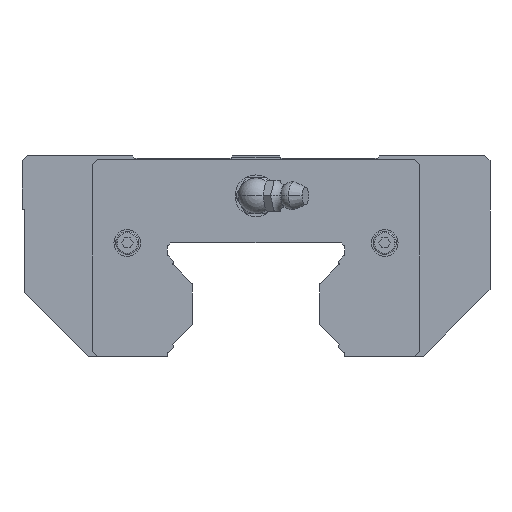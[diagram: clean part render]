
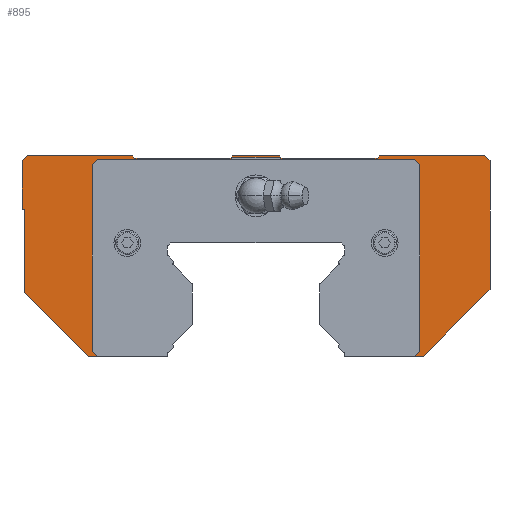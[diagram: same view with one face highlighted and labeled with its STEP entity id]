
A CAD part, front view. The second image highlights one B-rep face of the part: STEP entity #895.
In plain terms, the highlighted planar face has unit normal (0, -1, 0).
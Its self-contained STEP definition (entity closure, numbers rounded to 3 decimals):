
#895=ADVANCED_FACE('',(#1870),#1871,.T.);
#1870=FACE_OUTER_BOUND('',#2907,.T.);
#1871=PLANE('',#2908);
#2907=EDGE_LOOP('',(#5571,#5572,#5573,#5574,#5575,#5576,#5577,#5578,#5579,#5580,#5581,#5582,#5583,#5584,#5585,#5586,#5587,#5588,#5589,#5590,#5591,#5592,#5593,#5594,#5595,#5596,#5597,#5598,#5599,#5600,#5601,#5602,#5603,#5604));
#2908=AXIS2_PLACEMENT_3D('',#5605,#5606,#5607);
#5571=ORIENTED_EDGE('',*,*,#6929,.T.);
#5572=ORIENTED_EDGE('',*,*,#6982,.T.);
#5573=ORIENTED_EDGE('',*,*,#7097,.F.);
#5574=ORIENTED_EDGE('',*,*,#7116,.T.);
#5575=ORIENTED_EDGE('',*,*,#7117,.F.);
#5576=ORIENTED_EDGE('',*,*,#7118,.F.);
#5577=ORIENTED_EDGE('',*,*,#7119,.F.);
#5578=ORIENTED_EDGE('',*,*,#7120,.T.);
#5579=ORIENTED_EDGE('',*,*,#7121,.T.);
#5580=ORIENTED_EDGE('',*,*,#7106,.F.);
#5581=ORIENTED_EDGE('',*,*,#7103,.F.);
#5582=ORIENTED_EDGE('',*,*,#7099,.F.);
#5583=ORIENTED_EDGE('',*,*,#7110,.T.);
#5584=ORIENTED_EDGE('',*,*,#7122,.T.);
#5585=ORIENTED_EDGE('',*,*,#7123,.F.);
#5586=ORIENTED_EDGE('',*,*,#7124,.F.);
#5587=ORIENTED_EDGE('',*,*,#7113,.T.);
#5588=ORIENTED_EDGE('',*,*,#7125,.T.);
#5589=ORIENTED_EDGE('',*,*,#7126,.T.);
#5590=ORIENTED_EDGE('',*,*,#7127,.T.);
#5591=ORIENTED_EDGE('',*,*,#7085,.F.);
#5592=ORIENTED_EDGE('',*,*,#6987,.T.);
#5593=ORIENTED_EDGE('',*,*,#6926,.T.);
#5594=ORIENTED_EDGE('',*,*,#6965,.T.);
#5595=ORIENTED_EDGE('',*,*,#6949,.T.);
#5596=ORIENTED_EDGE('',*,*,#6953,.T.);
#5597=ORIENTED_EDGE('',*,*,#6955,.T.);
#5598=ORIENTED_EDGE('',*,*,#6935,.T.);
#5599=ORIENTED_EDGE('',*,*,#6943,.T.);
#5600=ORIENTED_EDGE('',*,*,#6938,.T.);
#5601=ORIENTED_EDGE('',*,*,#6946,.T.);
#5602=ORIENTED_EDGE('',*,*,#6958,.T.);
#5603=ORIENTED_EDGE('',*,*,#6961,.T.);
#5604=ORIENTED_EDGE('',*,*,#6963,.T.);
#5605=CARTESIAN_POINT('',(0.0,29.101,40.0));
#5606=DIRECTION('',(0.0,-1.0,0.0));
#5607=DIRECTION('',(1.0,0.0,0.0));
#6926=EDGE_CURVE('',#8549,#8551,#8553,.T.);
#6929=EDGE_CURVE('',#8557,#8555,#8558,.T.);
#6935=EDGE_CURVE('',#8561,#8565,#8567,.T.);
#6938=EDGE_CURVE('',#8571,#8569,#8572,.T.);
#6943=EDGE_CURVE('',#8565,#8571,#8578,.T.);
#6946=EDGE_CURVE('',#8569,#8580,#8582,.T.);
#6949=EDGE_CURVE('',#8586,#8584,#8587,.T.);
#6953=EDGE_CURVE('',#8584,#8590,#8592,.T.);
#6955=EDGE_CURVE('',#8590,#8561,#8594,.T.);
#6958=EDGE_CURVE('',#8580,#8596,#8598,.T.);
#6961=EDGE_CURVE('',#8596,#8600,#8602,.T.);
#6963=EDGE_CURVE('',#8600,#8557,#8604,.T.);
#6965=EDGE_CURVE('',#8551,#8586,#8606,.T.);
#6982=EDGE_CURVE('',#8555,#8623,#8624,.T.);
#6987=EDGE_CURVE('',#8630,#8549,#8631,.T.);
#7085=EDGE_CURVE('',#8630,#8748,#8749,.T.);
#7097=EDGE_CURVE('',#8764,#8623,#8766,.T.);
#7099=EDGE_CURVE('',#8768,#8769,#8770,.T.);
#7103=EDGE_CURVE('',#8769,#8774,#8775,.T.);
#7106=EDGE_CURVE('',#8774,#8778,#8779,.T.);
#7110=EDGE_CURVE('',#8768,#8782,#8784,.T.);
#7113=EDGE_CURVE('',#8788,#8786,#8789,.T.);
#7116=EDGE_CURVE('',#8764,#8792,#8793,.T.);
#7117=EDGE_CURVE('',#8794,#8792,#8795,.T.);
#7118=EDGE_CURVE('',#8796,#8794,#8797,.T.);
#7119=EDGE_CURVE('',#8798,#8796,#8799,.T.);
#7120=EDGE_CURVE('',#8798,#8800,#8801,.T.);
#7121=EDGE_CURVE('',#8800,#8778,#8802,.T.);
#7122=EDGE_CURVE('',#8782,#8803,#8804,.T.);
#7123=EDGE_CURVE('',#8805,#8803,#8806,.T.);
#7124=EDGE_CURVE('',#8788,#8805,#8807,.T.);
#7125=EDGE_CURVE('',#8786,#8808,#8809,.T.);
#7126=EDGE_CURVE('',#8808,#8810,#8811,.T.);
#7127=EDGE_CURVE('',#8810,#8748,#8812,.T.);
#8549=VERTEX_POINT('',#11038);
#8551=VERTEX_POINT('',#11041);
#8553=LINE('',#11044,#11045);
#8555=VERTEX_POINT('',#11047);
#8557=VERTEX_POINT('',#11050);
#8558=LINE('',#11051,#11052);
#8561=VERTEX_POINT('',#11056);
#8565=VERTEX_POINT('',#11062);
#8567=LINE('',#11065,#11066);
#8569=VERTEX_POINT('',#11068);
#8571=VERTEX_POINT('',#11071);
#8572=LINE('',#11072,#11073);
#8578=LINE('',#11082,#11083);
#8580=VERTEX_POINT('',#11085);
#8582=LINE('',#11088,#11089);
#8584=VERTEX_POINT('',#11091);
#8586=VERTEX_POINT('',#11094);
#8587=LINE('',#11095,#11096);
#8590=VERTEX_POINT('',#11100);
#8592=LINE('',#11103,#11104);
#8594=LINE('',#11106,#11107);
#8596=VERTEX_POINT('',#11109);
#8598=LINE('',#11112,#11113);
#8600=VERTEX_POINT('',#11115);
#8602=LINE('',#11118,#11119);
#8604=LINE('',#11121,#11122);
#8606=LINE('',#11124,#11125);
#8623=VERTEX_POINT('',#11142);
#8624=LINE('',#11143,#11144);
#8630=VERTEX_POINT('',#11153);
#8631=LINE('',#11154,#11155);
#8748=VERTEX_POINT('',#11330);
#8749=LINE('',#11331,#11332);
#8764=VERTEX_POINT('',#11352);
#8766=LINE('',#11355,#11356);
#8768=VERTEX_POINT('',#11358);
#8769=VERTEX_POINT('',#11359);
#8770=LINE('',#11360,#11361);
#8774=VERTEX_POINT('',#11367);
#8775=LINE('',#11368,#11369);
#8778=VERTEX_POINT('',#11373);
#8779=LINE('',#11374,#11375);
#8782=VERTEX_POINT('',#11379);
#8784=LINE('',#11382,#11383);
#8786=VERTEX_POINT('',#11385);
#8788=VERTEX_POINT('',#11388);
#8789=LINE('',#11389,#11390);
#8792=VERTEX_POINT('',#11394);
#8793=LINE('',#11395,#11396);
#8794=VERTEX_POINT('',#11397);
#8795=LINE('',#11398,#11399);
#8796=VERTEX_POINT('',#11400);
#8797=LINE('',#11401,#11402);
#8798=VERTEX_POINT('',#11403);
#8799=LINE('',#11404,#11405);
#8800=VERTEX_POINT('',#11406);
#8801=LINE('',#11407,#11408);
#8802=LINE('',#11409,#11410);
#8803=VERTEX_POINT('',#11411);
#8804=LINE('',#11412,#11413);
#8805=VERTEX_POINT('',#11414);
#8806=LINE('',#11415,#11416);
#8807=LINE('',#11417,#11418);
#8808=VERTEX_POINT('',#11419);
#8809=LINE('',#11420,#11421);
#8810=VERTEX_POINT('',#11422);
#8811=LINE('',#11423,#11424);
#8812=LINE('',#11425,#11426);
#11038=CARTESIAN_POINT('',(-26.5,29.101,10.005));
#11041=CARTESIAN_POINT('',(-47.495,29.101,10.005));
#11044=CARTESIAN_POINT('',(0.0,29.101,10.005));
#11045=VECTOR('',#12688,1.0);
#11047=CARTESIAN_POINT('',(26.5,29.101,10.005));
#11050=CARTESIAN_POINT('',(47.495,29.101,10.005));
#11051=CARTESIAN_POINT('',(0.0,29.101,10.005));
#11052=VECTOR('',#12690,1.0);
#11056=CARTESIAN_POINT('',(-7.795,29.101,68.795));
#11062=CARTESIAN_POINT('',(-7.0,29.101,69.59));
#11065=CARTESIAN_POINT('',(-12.848,29.101,63.743));
#11066=VECTOR('',#12695,1.0);
#11068=CARTESIAN_POINT('',(7.795,29.101,68.795));
#11071=CARTESIAN_POINT('',(7.0,29.101,69.59));
#11072=CARTESIAN_POINT('',(12.848,29.101,63.743));
#11073=VECTOR('',#12697,1.0);
#11082=CARTESIAN_POINT('',(0.0,29.101,69.59));
#11083=VECTOR('',#12701,1.0);
#11085=CARTESIAN_POINT('',(47.495,29.101,68.795));
#11088=CARTESIAN_POINT('',(0.0,29.101,68.795));
#11089=VECTOR('',#12703,1.0);
#11091=CARTESIAN_POINT('',(-48.995,29.101,67.295));
#11094=CARTESIAN_POINT('',(-48.995,29.101,11.505));
#11095=CARTESIAN_POINT('',(-48.995,29.101,39.7));
#11096=VECTOR('',#12705,1.0);
#11100=CARTESIAN_POINT('',(-47.495,29.101,68.795));
#11103=CARTESIAN_POINT('',(-43.195,29.101,73.095));
#11104=VECTOR('',#12708,1.0);
#11106=CARTESIAN_POINT('',(0.0,29.101,68.795));
#11107=VECTOR('',#12709,1.0);
#11109=CARTESIAN_POINT('',(48.995,29.101,67.295));
#11112=CARTESIAN_POINT('',(43.195,29.101,73.095));
#11113=VECTOR('',#12711,1.0);
#11115=CARTESIAN_POINT('',(48.995,29.101,11.505));
#11118=CARTESIAN_POINT('',(48.995,29.101,39.7));
#11119=VECTOR('',#12713,1.0);
#11121=CARTESIAN_POINT('',(43.495,29.101,6.005));
#11122=VECTOR('',#12714,1.0);
#11124=CARTESIAN_POINT('',(-43.495,29.101,6.005));
#11125=VECTOR('',#12715,1.0);
#11142=CARTESIAN_POINT('',(26.5,29.101,10.0));
#11143=CARTESIAN_POINT('',(26.5,29.101,23.17));
#11144=VECTOR('',#12740,1.0);
#11153=CARTESIAN_POINT('',(-26.5,29.101,10.0));
#11154=CARTESIAN_POINT('',(-26.5,29.101,23.17));
#11155=VECTOR('',#12744,1.0);
#11330=CARTESIAN_POINT('',(-50.0,29.101,10.0));
#11331=CARTESIAN_POINT('',(68.5,29.101,10.0));
#11332=VECTOR('',#12803,1.0);
#11352=CARTESIAN_POINT('',(50.0,29.101,10.0));
#11355=CARTESIAN_POINT('',(68.5,29.101,10.0));
#11356=VECTOR('',#12822,1.0);
#11358=CARTESIAN_POINT('',(-7.8,29.101,69.2));
#11359=CARTESIAN_POINT('',(-7.0,29.101,70.0));
#11360=CARTESIAN_POINT('',(-7.0,29.101,70.0));
#11361=VECTOR('',#12823,1.0);
#11367=CARTESIAN_POINT('',(7.0,29.101,70.0));
#11368=CARTESIAN_POINT('',(7.0,29.101,70.0));
#11369=VECTOR('',#12826,1.0);
#11373=CARTESIAN_POINT('',(7.8,29.101,69.2));
#11374=CARTESIAN_POINT('',(7.8,29.101,69.2));
#11375=VECTOR('',#12828,1.0);
#11379=CARTESIAN_POINT('',(-36.2,29.101,69.2));
#11382=CARTESIAN_POINT('',(0.0,29.101,69.2));
#11383=VECTOR('',#12831,1.0);
#11385=CARTESIAN_POINT('',(-70.0,29.101,54.0));
#11388=CARTESIAN_POINT('',(-70.0,29.101,68.5));
#11389=CARTESIAN_POINT('',(-70.0,29.101,50.25));
#11390=VECTOR('',#12833,1.0);
#11394=CARTESIAN_POINT('',(70.0,29.101,30.0));
#11395=CARTESIAN_POINT('',(50.0,29.101,10.0));
#11396=VECTOR('',#12835,1.0);
#11397=CARTESIAN_POINT('',(70.0,29.101,68.5));
#11398=CARTESIAN_POINT('',(70.0,29.101,68.5));
#11399=VECTOR('',#12836,1.0);
#11400=CARTESIAN_POINT('',(68.5,29.101,70.0));
#11401=CARTESIAN_POINT('',(68.5,29.101,70.0));
#11402=VECTOR('',#12837,1.0);
#11403=CARTESIAN_POINT('',(37.0,29.101,70.0));
#11404=CARTESIAN_POINT('',(-68.5,29.101,70.0));
#11405=VECTOR('',#12838,1.0);
#11406=CARTESIAN_POINT('',(36.2,29.101,69.2));
#11407=CARTESIAN_POINT('',(20.05,29.101,53.05));
#11408=VECTOR('',#12839,1.0);
#11409=CARTESIAN_POINT('',(0.0,29.101,69.2));
#11410=VECTOR('',#12840,1.0);
#11411=CARTESIAN_POINT('',(-37.0,29.101,70.0));
#11412=CARTESIAN_POINT('',(-20.05,29.101,53.05));
#11413=VECTOR('',#12841,1.0);
#11414=CARTESIAN_POINT('',(-68.5,29.101,70.0));
#11415=CARTESIAN_POINT('',(-68.5,29.101,70.0));
#11416=VECTOR('',#12842,1.0);
#11417=CARTESIAN_POINT('',(-70.0,29.101,68.5));
#11418=VECTOR('',#12843,1.0);
#11419=CARTESIAN_POINT('',(-69.2,29.101,54.0));
#11420=CARTESIAN_POINT('',(-52.1,29.101,54.0));
#11421=VECTOR('',#12844,1.0);
#11422=CARTESIAN_POINT('',(-69.2,29.101,29.2));
#11423=CARTESIAN_POINT('',(-69.2,29.101,29.5));
#11424=VECTOR('',#12845,1.0);
#11425=CARTESIAN_POINT('',(-50.0,29.101,10.0));
#11426=VECTOR('',#12846,1.0);
#12688=DIRECTION('',(-1.0,-0.0,-0.0));
#12690=DIRECTION('',(-1.0,-0.0,-0.0));
#12695=DIRECTION('',(0.707,0.0,0.707));
#12697=DIRECTION('',(0.707,0.0,-0.707));
#12701=DIRECTION('',(1.0,0.0,-0.0));
#12703=DIRECTION('',(1.0,0.0,-0.0));
#12705=DIRECTION('',(0.0,0.0,1.0));
#12708=DIRECTION('',(0.707,0.0,0.707));
#12709=DIRECTION('',(1.0,0.0,-0.0));
#12711=DIRECTION('',(0.707,0.0,-0.707));
#12713=DIRECTION('',(0.0,0.0,-1.0));
#12714=DIRECTION('',(-0.707,-0.0,-0.707));
#12715=DIRECTION('',(-0.707,0.0,0.707));
#12740=DIRECTION('',(0.0,0.0,-1.0));
#12744=DIRECTION('',(0.0,0.0,1.0));
#12803=DIRECTION('',(-1.0,0.0,0.0));
#12822=DIRECTION('',(-1.0,0.0,0.0));
#12823=DIRECTION('',(0.707,0.0,0.707));
#12826=DIRECTION('',(1.0,0.0,0.0));
#12828=DIRECTION('',(0.707,0.0,-0.707));
#12831=DIRECTION('',(-1.0,-0.0,-0.0));
#12833=DIRECTION('',(-0.0,-0.0,-1.0));
#12835=DIRECTION('',(0.707,0.0,0.707));
#12836=DIRECTION('',(0.0,0.0,-1.0));
#12837=DIRECTION('',(0.707,0.0,-0.707));
#12838=DIRECTION('',(1.0,0.0,0.0));
#12839=DIRECTION('',(-0.707,-0.0,-0.707));
#12840=DIRECTION('',(-1.0,-0.0,-0.0));
#12841=DIRECTION('',(-0.707,0.0,0.707));
#12842=DIRECTION('',(1.0,0.0,0.0));
#12843=DIRECTION('',(0.707,0.0,0.707));
#12844=DIRECTION('',(1.0,0.0,-0.0));
#12845=DIRECTION('',(-0.0,-0.0,-1.0));
#12846=DIRECTION('',(0.707,0.0,-0.707));
